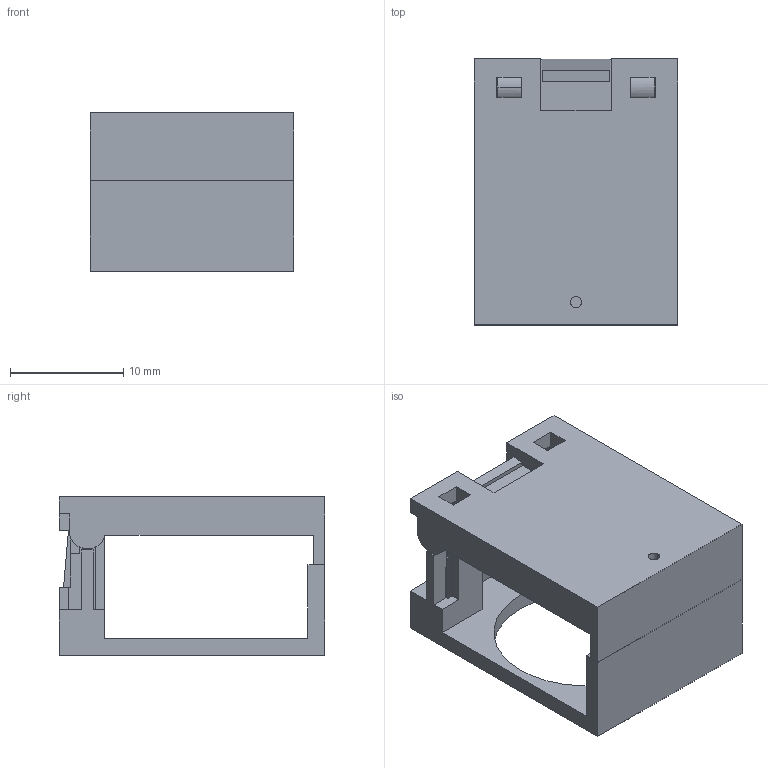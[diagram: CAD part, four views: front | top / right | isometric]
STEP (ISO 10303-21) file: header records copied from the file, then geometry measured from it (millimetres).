
FILE_DESCRIPTION (( 'STEP AP214' ), '1' );
FILE_NAME ('116_AL-K6.STEP', '2021-03-26T06:45:29', ( 'IDEC' ), ( 'IDEC' ), 'SwSTEP 2.0', 'SolidWorks 2019', '' );
FILE_SCHEMA (( 'AUTOMOTIVE_DESIGN' ));
Length unit declared in the file: millimetre
Products named in the file (1): 116_AL-K6
Bounding box: 18 x 23.5 x 14 mm (x, y, z)
Volume: 1559.4 mm3; surface area: 2839.2 mm2
Topology: 1 solids, 1 shells, 104 faces, 317 edges, 210 vertices
Faces by surface type: plane 88, cylinder 16
Entity records: 3602 total; most frequent: ORIENTED_EDGE 634, CARTESIAN_POINT 632, DIRECTION 565, EDGE_CURVE 317, VECTOR 279, LINE 279, VERTEX_POINT 210, AXIS2_PLACEMENT_3D 143
